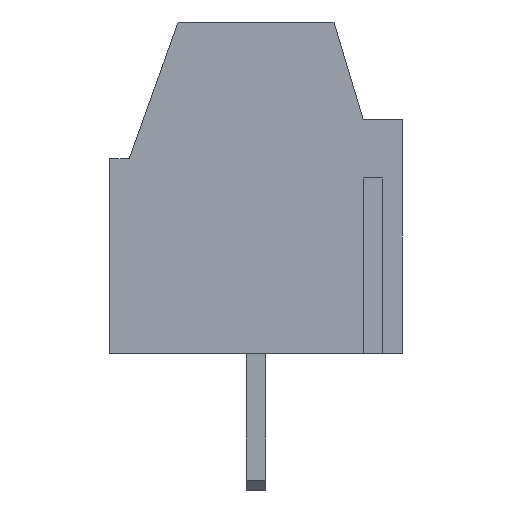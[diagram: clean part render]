
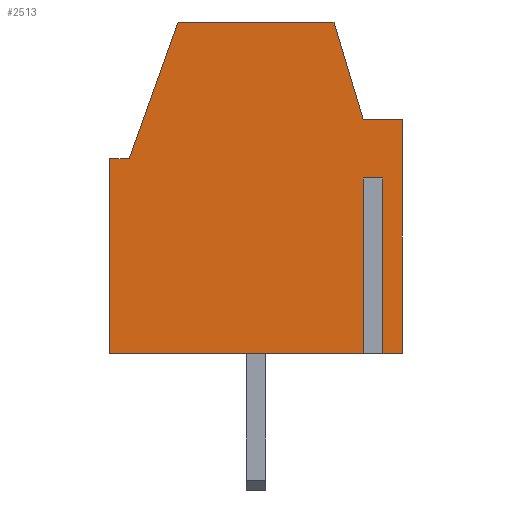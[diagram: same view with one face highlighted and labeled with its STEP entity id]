
A CAD part, left-side view. The second image highlights one B-rep face of the part: STEP entity #2513.
In plain terms, the highlighted planar face has unit normal (-1, 0, 0).
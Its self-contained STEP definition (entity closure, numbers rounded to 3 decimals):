
#23 = CARTESIAN_POINT ( 'NONE',  ( -3.81, -3.75, 6. ) ) ;
#72 = VERTEX_POINT ( 'NONE', #750 ) ;
#79 = DIRECTION ( 'NONE',  ( 0., -1., 0. ) ) ;
#80 = LINE ( 'NONE', #1554, #1894 ) ;
#109 = CARTESIAN_POINT ( 'NONE',  ( -3.81, 2., 8.5 ) ) ;
#215 = EDGE_CURVE ( 'NONE', #3239, #1278, #3046, .T. ) ;
#292 = DIRECTION ( 'NONE',  ( 0., 0., 1. ) ) ;
#303 = CARTESIAN_POINT ( 'NONE',  ( -3.81, -3.75, 8.5 ) ) ;
#333 = VERTEX_POINT ( 'NONE', #2739 ) ;
#340 = CARTESIAN_POINT ( 'NONE',  ( -3.81, -2.75, 0. ) ) ;
#372 = DIRECTION ( 'NONE',  ( 0., 1., 0. ) ) ;
#394 = LINE ( 'NONE', #1978, #424 ) ;
#424 = VECTOR ( 'NONE', #3318, 1000. ) ;
#428 = VERTEX_POINT ( 'NONE', #2695 ) ;
#482 = LINE ( 'NONE', #918, #3274 ) ;
#563 = VERTEX_POINT ( 'NONE', #2973 ) ;
#603 = LINE ( 'NONE', #2214, #972 ) ;
#747 = EDGE_CURVE ( 'NONE', #2685, #925, #2917, .T. ) ;
#750 = CARTESIAN_POINT ( 'NONE',  ( -3.81, -3.25, 4.5 ) ) ;
#765 = EDGE_CURVE ( 'NONE', #72, #3239, #2273, .T. ) ;
#819 = DIRECTION ( 'NONE',  ( -1., 0., 0. ) ) ;
#874 = EDGE_LOOP ( 'NONE', ( #911, #3230, #1251, #2666, #1482, #1832, #3243, #1751, #1505, #2275, #3091, #3500 ) ) ;
#885 = DIRECTION ( 'NONE',  ( 0., 1., 0. ) ) ;
#911 = ORIENTED_EDGE ( 'NONE', *, *, #2744, .F. ) ;
#918 = CARTESIAN_POINT ( 'NONE',  ( -3.81, -3.75, 0. ) ) ;
#925 = VERTEX_POINT ( 'NONE', #941 ) ;
#941 = CARTESIAN_POINT ( 'NONE',  ( -3.81, -2.75, 4.5 ) ) ;
#972 = VECTOR ( 'NONE', #2763, 1000. ) ;
#1047 = DIRECTION ( 'NONE',  ( 0., 0., 1. ) ) ;
#1087 = VECTOR ( 'NONE', #1321, 1000. ) ;
#1094 = VECTOR ( 'NONE', #1843, 1000. ) ;
#1121 = EDGE_CURVE ( 'NONE', #428, #563, #1996, .T. ) ;
#1153 = AXIS2_PLACEMENT_3D ( 'NONE', #3244, #819, #1897 ) ;
#1251 = ORIENTED_EDGE ( 'NONE', *, *, #747, .T. ) ;
#1278 = VERTEX_POINT ( 'NONE', #1348 ) ;
#1321 = DIRECTION ( 'NONE',  ( 0., -1., 0. ) ) ;
#1348 = CARTESIAN_POINT ( 'NONE',  ( -3.81, -3.75, 0. ) ) ;
#1381 = FACE_OUTER_BOUND ( 'NONE', #874, .T. ) ;
#1454 = EDGE_CURVE ( 'NONE', #2685, #333, #482, .T. ) ;
#1482 = ORIENTED_EDGE ( 'NONE', *, *, #765, .T. ) ;
#1498 = EDGE_CURVE ( 'NONE', #925, #72, #2637, .T. ) ;
#1505 = ORIENTED_EDGE ( 'NONE', *, *, #1121, .T. ) ;
#1554 = CARTESIAN_POINT ( 'NONE',  ( -3.81, 3.75, 0. ) ) ;
#1689 = CARTESIAN_POINT ( 'NONE',  ( -3.81, -3.25, 0. ) ) ;
#1698 = CARTESIAN_POINT ( 'NONE',  ( -3.81, -3.75, 6. ) ) ;
#1751 = ORIENTED_EDGE ( 'NONE', *, *, #3413, .T. ) ;
#1766 = DIRECTION ( 'NONE',  ( 0., 1., 0. ) ) ;
#1832 = ORIENTED_EDGE ( 'NONE', *, *, #215, .T. ) ;
#1843 = DIRECTION ( 'NONE',  ( 0., 0., -1. ) ) ;
#1894 = VECTOR ( 'NONE', #1047, 1000. ) ;
#1897 = DIRECTION ( 'NONE',  ( 0., -1., 0. ) ) ;
#1916 = VECTOR ( 'NONE', #79, 1000. ) ;
#1935 = VERTEX_POINT ( 'NONE', #2893 ) ;
#1978 = CARTESIAN_POINT ( 'NONE',  ( -3.81, -3.75, 5. ) ) ;
#1996 = LINE ( 'NONE', #2455, #2243 ) ;
#2011 = EDGE_CURVE ( 'NONE', #2970, #1278, #2130, .T. ) ;
#2058 = EDGE_CURVE ( 'NONE', #3312, #1935, #603, .T. ) ;
#2101 = EDGE_CURVE ( 'NONE', #563, #3312, #3050, .T. ) ;
#2130 = LINE ( 'NONE', #3451, #1094 ) ;
#2214 = CARTESIAN_POINT ( 'NONE',  ( -3.81, 2., 8.5 ) ) ;
#2235 = PLANE ( 'NONE',  #1153 ) ;
#2243 = VECTOR ( 'NONE', #2473, 1000. ) ;
#2273 = LINE ( 'NONE', #1689, #2480 ) ;
#2275 = ORIENTED_EDGE ( 'NONE', *, *, #2101, .T. ) ;
#2455 = CARTESIAN_POINT ( 'NONE',  ( -3.81, -2.75, 6. ) ) ;
#2473 = DIRECTION ( 'NONE',  ( 0., 0.287, 0.958 ) ) ;
#2480 = VECTOR ( 'NONE', #3060, 1000. ) ;
#2487 = VECTOR ( 'NONE', #292, 1000. ) ;
#2499 = LINE ( 'NONE', #23, #2595 ) ;
#2513 = ADVANCED_FACE ( 'NONE', ( #1381 ), #2235, .T. ) ;
#2520 = CARTESIAN_POINT ( 'NONE',  ( -3.81, -3.75, 0. ) ) ;
#2571 = VERTEX_POINT ( 'NONE', #2758 ) ;
#2595 = VECTOR ( 'NONE', #885, 1000. ) ;
#2637 = LINE ( 'NONE', #3444, #1087 ) ;
#2666 = ORIENTED_EDGE ( 'NONE', *, *, #1498, .T. ) ;
#2685 = VERTEX_POINT ( 'NONE', #340 ) ;
#2695 = CARTESIAN_POINT ( 'NONE',  ( -3.81, -2.75, 6. ) ) ;
#2736 = CARTESIAN_POINT ( 'NONE',  ( -3.81, -2.75, 0. ) ) ;
#2739 = CARTESIAN_POINT ( 'NONE',  ( -3.81, 3.75, 0. ) ) ;
#2744 = EDGE_CURVE ( 'NONE', #333, #2571, #80, .T. ) ;
#2758 = CARTESIAN_POINT ( 'NONE',  ( -3.81, 3.75, 5. ) ) ;
#2763 = DIRECTION ( 'NONE',  ( 0., 0.336, -0.942 ) ) ;
#2893 = CARTESIAN_POINT ( 'NONE',  ( -3.81, 3.25, 5. ) ) ;
#2917 = LINE ( 'NONE', #2736, #2487 ) ;
#2970 = VERTEX_POINT ( 'NONE', #1698 ) ;
#2973 = CARTESIAN_POINT ( 'NONE',  ( -3.81, -2., 8.5 ) ) ;
#3046 = LINE ( 'NONE', #2520, #1916 ) ;
#3050 = LINE ( 'NONE', #303, #3282 ) ;
#3059 = EDGE_CURVE ( 'NONE', #1935, #2571, #394, .T. ) ;
#3060 = DIRECTION ( 'NONE',  ( 0., 0., -1. ) ) ;
#3091 = ORIENTED_EDGE ( 'NONE', *, *, #2058, .T. ) ;
#3230 = ORIENTED_EDGE ( 'NONE', *, *, #1454, .F. ) ;
#3239 = VERTEX_POINT ( 'NONE', #3329 ) ;
#3243 = ORIENTED_EDGE ( 'NONE', *, *, #2011, .F. ) ;
#3244 = CARTESIAN_POINT ( 'NONE',  ( -3.81, -3.75, 0. ) ) ;
#3274 = VECTOR ( 'NONE', #1766, 1000. ) ;
#3282 = VECTOR ( 'NONE', #372, 1000. ) ;
#3312 = VERTEX_POINT ( 'NONE', #109 ) ;
#3318 = DIRECTION ( 'NONE',  ( 0., 1., 0. ) ) ;
#3329 = CARTESIAN_POINT ( 'NONE',  ( -3.81, -3.25, 0. ) ) ;
#3413 = EDGE_CURVE ( 'NONE', #2970, #428, #2499, .T. ) ;
#3444 = CARTESIAN_POINT ( 'NONE',  ( -3.81, -3.75, 4.5 ) ) ;
#3451 = CARTESIAN_POINT ( 'NONE',  ( -3.81, -3.75, 0. ) ) ;
#3500 = ORIENTED_EDGE ( 'NONE', *, *, #3059, .T. ) ;
